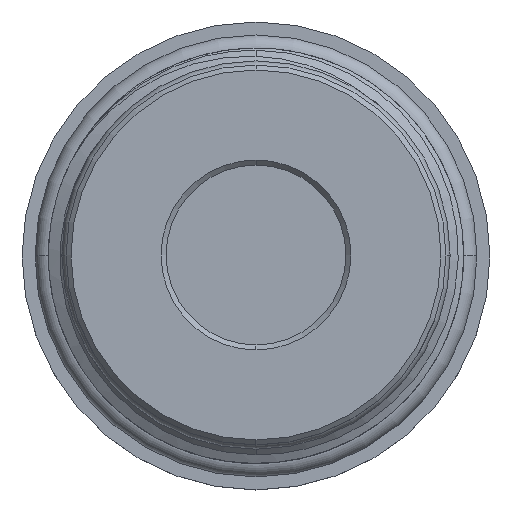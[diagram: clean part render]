
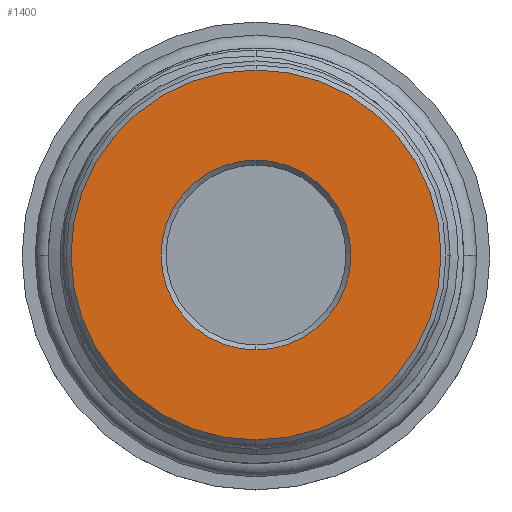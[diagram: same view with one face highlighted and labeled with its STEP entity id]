
A CAD part, top view. The second image highlights one B-rep face of the part: STEP entity #1400.
In plain terms, the highlighted planar face has unit normal (0, 0, 1).
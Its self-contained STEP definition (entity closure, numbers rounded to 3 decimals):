
#264 = AXIS2_PLACEMENT_3D ( 'NONE', #9395, #10585, #11492 ) ;
#329 = CARTESIAN_POINT ( 'NONE',  ( 0., 0., 77. ) ) ;
#1023 = VERTEX_POINT ( 'NONE', #1871 ) ;
#1199 = EDGE_CURVE ( 'NONE', #1593, #1243, #7562, .T. ) ;
#1227 = DIRECTION ( 'NONE',  ( 0., -1., 0. ) ) ;
#1243 = VERTEX_POINT ( 'NONE', #7353 ) ;
#1400 = ADVANCED_FACE ( 'NONE', ( #8706, #9038 ), #4582, .F. ) ;
#1593 = VERTEX_POINT ( 'NONE', #10005 ) ;
#1871 = CARTESIAN_POINT ( 'NONE',  ( 0., -9.5, 77. ) ) ;
#2097 = CIRCLE ( 'NONE', #9211, 9.5 ) ;
#2214 = DIRECTION ( 'NONE',  ( 0., -1., 0. ) ) ;
#2251 = DIRECTION ( 'NONE',  ( 0., 0., -1. ) ) ;
#3656 = EDGE_CURVE ( 'NONE', #1243, #1593, #9985, .T. ) ;
#3892 = ORIENTED_EDGE ( 'NONE', *, *, #6845, .T. ) ;
#3994 = ORIENTED_EDGE ( 'NONE', *, *, #1199, .T. ) ;
#4245 = CARTESIAN_POINT ( 'NONE',  ( 0., 0., 77. ) ) ;
#4402 = ORIENTED_EDGE ( 'NONE', *, *, #6241, .T. ) ;
#4582 = PLANE ( 'NONE',  #4589 ) ;
#4586 = AXIS2_PLACEMENT_3D ( 'NONE', #11817, #2251, #1227 ) ;
#4589 = AXIS2_PLACEMENT_3D ( 'NONE', #10815, #11911, #11860 ) ;
#5302 = DIRECTION ( 'NONE',  ( 0., 0., 1. ) ) ;
#6241 = EDGE_CURVE ( 'NONE', #12263, #1023, #2097, .T. ) ;
#6472 = DIRECTION ( 'NONE',  ( 0., 0., -1. ) ) ;
#6845 = EDGE_CURVE ( 'NONE', #1023, #12263, #8627, .T. ) ;
#7353 = CARTESIAN_POINT ( 'NONE',  ( 0., -18.5, 77. ) ) ;
#7562 = CIRCLE ( 'NONE', #9470, 18.5 ) ;
#7956 = EDGE_LOOP ( 'NONE', ( #4402, #3892 ) ) ;
#8204 = EDGE_LOOP ( 'NONE', ( #10126, #3994 ) ) ;
#8627 = CIRCLE ( 'NONE', #4586, 9.5 ) ;
#8706 = FACE_BOUND ( 'NONE', #7956, .T. ) ;
#9038 = FACE_OUTER_BOUND ( 'NONE', #8204, .T. ) ;
#9211 = AXIS2_PLACEMENT_3D ( 'NONE', #329, #6472, #2214 ) ;
#9395 = CARTESIAN_POINT ( 'NONE',  ( 0., 0., 77. ) ) ;
#9470 = AXIS2_PLACEMENT_3D ( 'NONE', #4245, #5302, #12572 ) ;
#9985 = CIRCLE ( 'NONE', #264, 18.5 ) ;
#10005 = CARTESIAN_POINT ( 'NONE',  ( 0., 18.5, 77. ) ) ;
#10126 = ORIENTED_EDGE ( 'NONE', *, *, #3656, .T. ) ;
#10585 = DIRECTION ( 'NONE',  ( 0., 0., 1. ) ) ;
#10815 = CARTESIAN_POINT ( 'NONE',  ( -19., 0., 77. ) ) ;
#11492 = DIRECTION ( 'NONE',  ( 0., -1., 0. ) ) ;
#11817 = CARTESIAN_POINT ( 'NONE',  ( 0., 0., 77. ) ) ;
#11860 = DIRECTION ( 'NONE',  ( 0., -1., 0. ) ) ;
#11911 = DIRECTION ( 'NONE',  ( 0., 0., -1. ) ) ;
#12263 = VERTEX_POINT ( 'NONE', #13047 ) ;
#12572 = DIRECTION ( 'NONE',  ( 0., -1., 0. ) ) ;
#13047 = CARTESIAN_POINT ( 'NONE',  ( 0., 9.5, 77. ) ) ;
